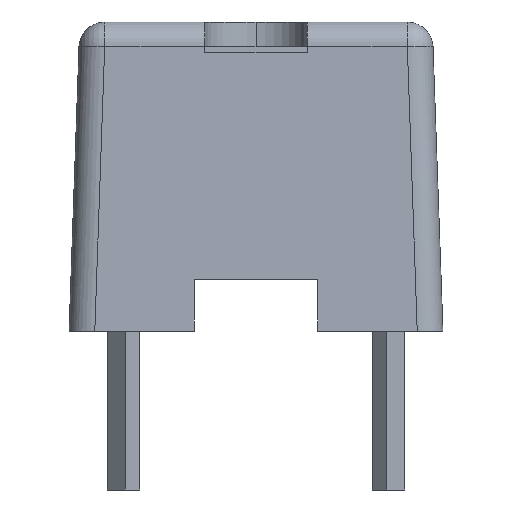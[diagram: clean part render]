
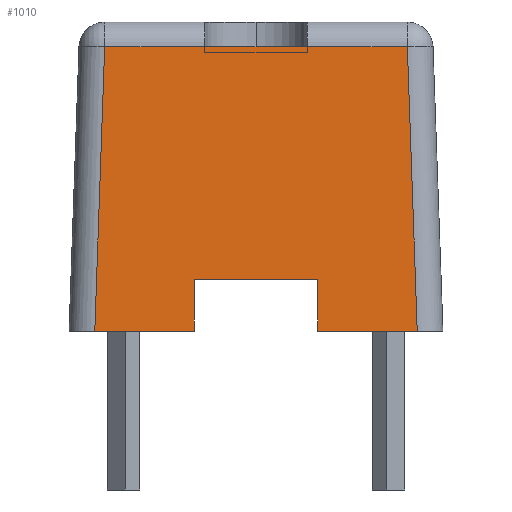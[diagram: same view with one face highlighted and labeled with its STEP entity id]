
A CAD part, left-side view. The second image highlights one B-rep face of the part: STEP entity #1010.
In plain terms, the highlighted planar face has unit normal (-0.999, 0, 0.035).
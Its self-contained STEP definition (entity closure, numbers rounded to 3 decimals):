
#8 = CARTESIAN_POINT ( 'NONE',  ( -1.355, 3.74, 3.09 ) ) ;
#17 = ORIENTED_EDGE ( 'NONE', *, *, #613, .T. ) ;
#27 = DIRECTION ( 'NONE',  ( -0.035, 0.035, -0.999 ) ) ;
#47 = EDGE_CURVE ( 'NONE', #404, #771, #1535, .T. ) ;
#50 = DIRECTION ( 'NONE',  ( 0., 1., 0. ) ) ;
#108 = EDGE_CURVE ( 'NONE', #399, #346, #753, .T. ) ;
#121 = CARTESIAN_POINT ( 'NONE',  ( -1.355, 5.675, 3.09 ) ) ;
#127 = VECTOR ( 'NONE', #319, 1000. ) ;
#151 = ORIENTED_EDGE ( 'NONE', *, *, #975, .T. ) ;
#169 = CARTESIAN_POINT ( 'NONE',  ( -1.316, 5.637, 4.198 ) ) ;
#174 = LINE ( 'NONE', #655, #127 ) ;
#196 = VECTOR ( 'NONE', #509, 1000. ) ;
#223 = ORIENTED_EDGE ( 'NONE', *, *, #47, .F. ) ;
#300 = VECTOR ( 'NONE', #1355, 1000. ) ;
#319 = DIRECTION ( 'NONE',  ( 0., 1., 0. ) ) ;
#346 = VERTEX_POINT ( 'NONE', #1693 ) ;
#377 = ORIENTED_EDGE ( 'NONE', *, *, #1609, .F. ) ;
#389 = LINE ( 'NONE', #842, #196 ) ;
#399 = VERTEX_POINT ( 'NONE', #425 ) ;
#404 = VERTEX_POINT ( 'NONE', #610 ) ;
#425 = CARTESIAN_POINT ( 'NONE',  ( -1.162, -0.402, 8.617 ) ) ;
#436 = VERTEX_POINT ( 'NONE', #121 ) ;
#474 = EDGE_CURVE ( 'NONE', #771, #436, #174, .T. ) ;
#479 = FACE_OUTER_BOUND ( 'NONE', #1296, .T. ) ;
#509 = DIRECTION ( 'NONE',  ( -0.035, 0., -0.999 ) ) ;
#525 = VERTEX_POINT ( 'NONE', #1805 ) ;
#540 = EDGE_CURVE ( 'NONE', #346, #1632, #1482, .T. ) ;
#600 = VECTOR ( 'NONE', #2126, 1000. ) ;
#610 = CARTESIAN_POINT ( 'NONE',  ( -1.32, 3.74, 4.09 ) ) ;
#613 = EDGE_CURVE ( 'NONE', #1632, #525, #1492, .T. ) ;
#625 = DIRECTION ( 'NONE',  ( 0., 1., 0. ) ) ;
#655 = CARTESIAN_POINT ( 'NONE',  ( -1.355, 0., 3.09 ) ) ;
#726 = LINE ( 'NONE', #1889, #300 ) ;
#753 = LINE ( 'NONE', #1384, #1931 ) ;
#771 = VERTEX_POINT ( 'NONE', #8 ) ;
#775 = VECTOR ( 'NONE', #1680, 1000. ) ;
#803 = VERTEX_POINT ( 'NONE', #1954 ) ;
#809 = PLANE ( 'NONE',  #2085 ) ;
#837 = LINE ( 'NONE', #169, #1717 ) ;
#842 = CARTESIAN_POINT ( 'NONE',  ( -1.116, 1.34, 9.938 ) ) ;
#844 = ORIENTED_EDGE ( 'NONE', *, *, #912, .F. ) ;
#849 = DIRECTION ( 'NONE',  ( 0., 1., 0. ) ) ;
#867 = EDGE_CURVE ( 'NONE', #1086, #1122, #389, .T. ) ;
#911 = CARTESIAN_POINT ( 'NONE',  ( -1.355, 0., 3.09 ) ) ;
#912 = EDGE_CURVE ( 'NONE', #803, #1122, #2057, .T. ) ;
#975 = EDGE_CURVE ( 'NONE', #803, #399, #1436, .T. ) ;
#1005 = CARTESIAN_POINT ( 'NONE',  ( -1.162, 5.965, 8.617 ) ) ;
#1010 = ADVANCED_FACE ( 'NONE', ( #479 ), #809, .T. ) ;
#1086 = VERTEX_POINT ( 'NONE', #1345 ) ;
#1119 = CARTESIAN_POINT ( 'NONE',  ( -1.32, 2.54, 4.09 ) ) ;
#1122 = VERTEX_POINT ( 'NONE', #1321 ) ;
#1192 = DIRECTION ( 'NONE',  ( 0., 1., 0. ) ) ;
#1255 = ORIENTED_EDGE ( 'NONE', *, *, #108, .T. ) ;
#1296 = EDGE_LOOP ( 'NONE', ( #1255, #1939, #17, #1603, #1765, #223, #377, #1300, #844, #151 ) ) ;
#1300 = ORIENTED_EDGE ( 'NONE', *, *, #867, .T. ) ;
#1321 = CARTESIAN_POINT ( 'NONE',  ( -1.355, 1.34, 3.09 ) ) ;
#1334 = CARTESIAN_POINT ( 'NONE',  ( -1.162, 3.54, 8.617 ) ) ;
#1345 = CARTESIAN_POINT ( 'NONE',  ( -1.32, 1.34, 4.09 ) ) ;
#1355 = DIRECTION ( 'NONE',  ( 0., 1., 0. ) ) ;
#1357 = CARTESIAN_POINT ( 'NONE',  ( -1.32, 3.74, 4.09 ) ) ;
#1384 = CARTESIAN_POINT ( 'NONE',  ( -1.162, 5.965, 8.617 ) ) ;
#1436 = LINE ( 'NONE', #1468, #600 ) ;
#1468 = CARTESIAN_POINT ( 'NONE',  ( -1.316, -0.557, 4.198 ) ) ;
#1482 = LINE ( 'NONE', #1990, #1782 ) ;
#1492 = LINE ( 'NONE', #1005, #1510 ) ;
#1510 = VECTOR ( 'NONE', #50, 1000. ) ;
#1535 = LINE ( 'NONE', #1357, #775 ) ;
#1559 = DIRECTION ( 'NONE',  ( 0., 1., 0. ) ) ;
#1603 = ORIENTED_EDGE ( 'NONE', *, *, #1748, .T. ) ;
#1609 = EDGE_CURVE ( 'NONE', #1086, #404, #726, .T. ) ;
#1615 = VECTOR ( 'NONE', #1559, 1000. ) ;
#1632 = VERTEX_POINT ( 'NONE', #1334 ) ;
#1680 = DIRECTION ( 'NONE',  ( -0.035, 0., -0.999 ) ) ;
#1693 = CARTESIAN_POINT ( 'NONE',  ( -1.162, 1.54, 8.617 ) ) ;
#1717 = VECTOR ( 'NONE', #27, 1000. ) ;
#1748 = EDGE_CURVE ( 'NONE', #525, #436, #837, .T. ) ;
#1765 = ORIENTED_EDGE ( 'NONE', *, *, #474, .F. ) ;
#1766 = DIRECTION ( 'NONE',  ( -0.999, 0., 0.035 ) ) ;
#1782 = VECTOR ( 'NONE', #1192, 1000. ) ;
#1805 = CARTESIAN_POINT ( 'NONE',  ( -1.162, 5.482, 8.617 ) ) ;
#1889 = CARTESIAN_POINT ( 'NONE',  ( -1.32, 0., 4.09 ) ) ;
#1931 = VECTOR ( 'NONE', #849, 1000. ) ;
#1939 = ORIENTED_EDGE ( 'NONE', *, *, #540, .T. ) ;
#1954 = CARTESIAN_POINT ( 'NONE',  ( -1.355, -0.595, 3.09 ) ) ;
#1990 = CARTESIAN_POINT ( 'NONE',  ( -1.162, 5.965, 8.617 ) ) ;
#2057 = LINE ( 'NONE', #911, #1615 ) ;
#2085 = AXIS2_PLACEMENT_3D ( 'NONE', #1119, #1766, #625 ) ;
#2126 = DIRECTION ( 'NONE',  ( 0.035, 0.035, 0.999 ) ) ;
